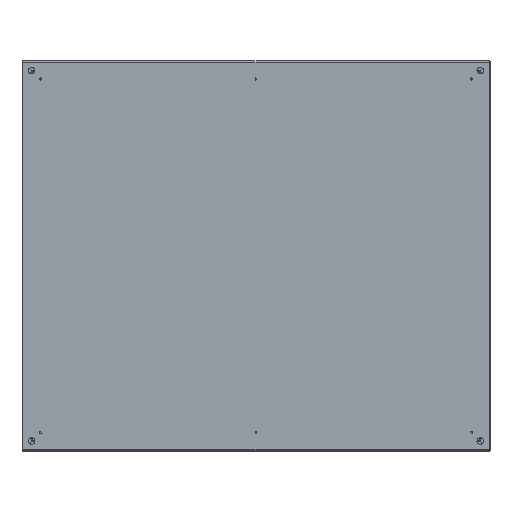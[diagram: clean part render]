
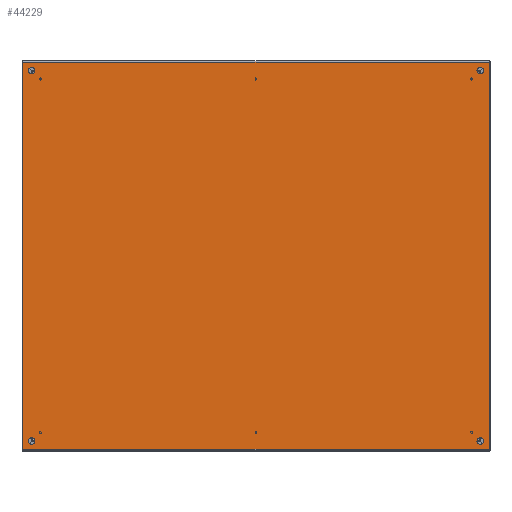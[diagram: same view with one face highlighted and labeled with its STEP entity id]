
A CAD part, top view. The second image highlights one B-rep face of the part: STEP entity #44229.
In plain terms, the highlighted face is planar.
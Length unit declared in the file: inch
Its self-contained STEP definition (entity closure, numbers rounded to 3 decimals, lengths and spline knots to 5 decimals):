
#67 = AXIS2_PLACEMENT_3D ( 'NONE', #43254, #815, #32517 ) ;
#409 = VERTEX_POINT ( 'NONE', #24674 ) ;
#534 = EDGE_CURVE ( 'NONE', #28666, #40247, #1375, .T. ) ;
#653 = CARTESIAN_POINT ( 'NONE',  ( 0., 0.5, -14.25 ) ) ;
#815 = DIRECTION ( 'NONE',  ( 1., 0., 0. ) ) ;
#1350 = VECTOR ( 'NONE', #22319, 39.37008 ) ;
#1375 = LINE ( 'NONE', #22080, #7689 ) ;
#1568 = CARTESIAN_POINT ( 'NONE',  ( 0., 0.072, 14.892 ) ) ;
#1958 = EDGE_CURVE ( 'NONE', #44922, #2421, #26539, .T. ) ;
#2141 = CARTESIAN_POINT ( 'NONE',  ( 0., 0.072, -14.892 ) ) ;
#2166 = DIRECTION ( 'NONE',  ( 1., 0., 0. ) ) ;
#2421 = VERTEX_POINT ( 'NONE', #21115 ) ;
#2562 = FACE_BOUND ( 'NONE', #34058, .T. ) ;
#2806 = FACE_OUTER_BOUND ( 'NONE', #18953, .T. ) ;
#3191 = VERTEX_POINT ( 'NONE', #2141 ) ;
#3192 = CARTESIAN_POINT ( 'NONE',  ( 0., 35.25, 14.25 ) ) ;
#4132 = AXIS2_PLACEMENT_3D ( 'NONE', #4279, #18443, #32718 ) ;
#4279 = CARTESIAN_POINT ( 'NONE',  ( 0., 35.25, 14.25 ) ) ;
#4425 = VERTEX_POINT ( 'NONE', #7074 ) ;
#4480 = DIRECTION ( 'NONE',  ( 0., 0., -1. ) ) ;
#5155 = EDGE_LOOP ( 'NONE', ( #35970, #41103 ) ) ;
#6327 = DIRECTION ( 'NONE',  ( 0., -1., 0. ) ) ;
#6515 = DIRECTION ( 'NONE',  ( 0., -1., 0. ) ) ;
#6571 = VERTEX_POINT ( 'NONE', #12177 ) ;
#6713 = DIRECTION ( 'NONE',  ( 0., -1., 0. ) ) ;
#6990 = EDGE_LOOP ( 'NONE', ( #26537, #43909 ) ) ;
#7074 = CARTESIAN_POINT ( 'NONE',  ( 0., 35.928, -14.892 ) ) ;
#7149 = ORIENTED_EDGE ( 'NONE', *, *, #23999, .F. ) ;
#7273 = CARTESIAN_POINT ( 'NONE',  ( 0., 0.75, -14.25 ) ) ;
#7689 = VECTOR ( 'NONE', #12672, 39.37008 ) ;
#7941 = ORIENTED_EDGE ( 'NONE', *, *, #534, .F. ) ;
#9638 = VERTEX_POINT ( 'NONE', #20781 ) ;
#9950 = ORIENTED_EDGE ( 'NONE', *, *, #35979, .T. ) ;
#10380 = CARTESIAN_POINT ( 'NONE',  ( 0., 35.5, 14.25 ) ) ;
#10995 = AXIS2_PLACEMENT_3D ( 'NONE', #31349, #29408, #13593 ) ;
#12101 = CARTESIAN_POINT ( 'NONE',  ( 0., 35.928, 14.892 ) ) ;
#12177 = CARTESIAN_POINT ( 'NONE',  ( 0., 35.5, -14.25 ) ) ;
#12672 = DIRECTION ( 'NONE',  ( 0., -1., 0. ) ) ;
#13593 = DIRECTION ( 'NONE',  ( 0., -1., 0. ) ) ;
#13617 = AXIS2_PLACEMENT_3D ( 'NONE', #3192, #23685, #17323 ) ;
#14391 = CIRCLE ( 'NONE', #38962, 0.25 ) ;
#14433 = EDGE_CURVE ( 'NONE', #6571, #37072, #39500, .T. ) ;
#16270 = EDGE_CURVE ( 'NONE', #37072, #6571, #40772, .T. ) ;
#17323 = DIRECTION ( 'NONE',  ( 0., -1., 0. ) ) ;
#17636 = CARTESIAN_POINT ( 'NONE',  ( 0., 0.072, 14.928 ) ) ;
#17791 = DIRECTION ( 'NONE',  ( 0., 0., 1. ) ) ;
#18298 = AXIS2_PLACEMENT_3D ( 'NONE', #41546, #2166, #6327 ) ;
#18443 = DIRECTION ( 'NONE',  ( 1., 0., 0. ) ) ;
#18549 = VERTEX_POINT ( 'NONE', #34412 ) ;
#18953 = EDGE_LOOP ( 'NONE', ( #7941, #9950, #7149, #36530 ) ) ;
#20781 = CARTESIAN_POINT ( 'NONE',  ( 0., 0.5, 14.25 ) ) ;
#21115 = CARTESIAN_POINT ( 'NONE',  ( 0., 1., -14.25 ) ) ;
#21159 = DIRECTION ( 'NONE',  ( 1., 0., 0. ) ) ;
#21398 = DIRECTION ( 'NONE',  ( 1., 0., 0. ) ) ;
#21429 = EDGE_CURVE ( 'NONE', #18549, #23013, #35942, .T. ) ;
#21531 = LINE ( 'NONE', #45848, #33149 ) ;
#21589 = CARTESIAN_POINT ( 'NONE',  ( 0., 35.928, -14.892 ) ) ;
#22080 = CARTESIAN_POINT ( 'NONE',  ( 0., 0.072, 14.892 ) ) ;
#22160 = LINE ( 'NONE', #36386, #25446 ) ;
#22319 = DIRECTION ( 'NONE',  ( 0., 1., 0. ) ) ;
#22805 = AXIS2_PLACEMENT_3D ( 'NONE', #7273, #39001, #32959 ) ;
#23013 = VERTEX_POINT ( 'NONE', #10380 ) ;
#23685 = DIRECTION ( 'NONE',  ( 1., 0., 0. ) ) ;
#23689 = CIRCLE ( 'NONE', #10995, 0.25 ) ;
#23888 = ORIENTED_EDGE ( 'NONE', *, *, #1958, .T. ) ;
#23981 = FACE_BOUND ( 'NONE', #5155, .T. ) ;
#23999 = EDGE_CURVE ( 'NONE', #3191, #4425, #29098, .T. ) ;
#24674 = CARTESIAN_POINT ( 'NONE',  ( 0., 1., 14.25 ) ) ;
#25007 = AXIS2_PLACEMENT_3D ( 'NONE', #17636, #21159, #6713 ) ;
#25446 = VECTOR ( 'NONE', #4480, 39.37008 ) ;
#25734 = CIRCLE ( 'NONE', #4132, 0.25 ) ;
#26456 = ORIENTED_EDGE ( 'NONE', *, *, #14433, .T. ) ;
#26537 = ORIENTED_EDGE ( 'NONE', *, *, #21429, .T. ) ;
#26539 = CIRCLE ( 'NONE', #22805, 0.25 ) ;
#27737 = FACE_BOUND ( 'NONE', #6990, .T. ) ;
#28666 = VERTEX_POINT ( 'NONE', #12101 ) ;
#29098 = LINE ( 'NONE', #21589, #1350 ) ;
#29408 = DIRECTION ( 'NONE',  ( 1., 0., 0. ) ) ;
#31067 = ORIENTED_EDGE ( 'NONE', *, *, #16270, .T. ) ;
#31349 = CARTESIAN_POINT ( 'NONE',  ( 0., 0.75, 14.25 ) ) ;
#31972 = DIRECTION ( 'NONE',  ( 0., -1., 0. ) ) ;
#32517 = DIRECTION ( 'NONE',  ( 0., -1., 0. ) ) ;
#32573 = EDGE_CURVE ( 'NONE', #409, #9638, #23689, .T. ) ;
#32718 = DIRECTION ( 'NONE',  ( 0., -1., 0. ) ) ;
#32959 = DIRECTION ( 'NONE',  ( 0., -1., 0. ) ) ;
#33149 = VECTOR ( 'NONE', #17791, 39.37008 ) ;
#34058 = EDGE_LOOP ( 'NONE', ( #23888, #39919 ) ) ;
#34412 = CARTESIAN_POINT ( 'NONE',  ( 0., 35., 14.25 ) ) ;
#34971 = CARTESIAN_POINT ( 'NONE',  ( 0., 0.75, 14.25 ) ) ;
#35942 = CIRCLE ( 'NONE', #13617, 0.25 ) ;
#35970 = ORIENTED_EDGE ( 'NONE', *, *, #43996, .T. ) ;
#35979 = EDGE_CURVE ( 'NONE', #28666, #4425, #22160, .T. ) ;
#36386 = CARTESIAN_POINT ( 'NONE',  ( 0., 35.928, -14.928 ) ) ;
#36530 = ORIENTED_EDGE ( 'NONE', *, *, #39021, .T. ) ;
#36874 = CIRCLE ( 'NONE', #37605, 0.25 ) ;
#37072 = VERTEX_POINT ( 'NONE', #37933 ) ;
#37492 = EDGE_LOOP ( 'NONE', ( #31067, #26456 ) ) ;
#37605 = AXIS2_PLACEMENT_3D ( 'NONE', #34971, #38255, #31972 ) ;
#37863 = EDGE_CURVE ( 'NONE', #2421, #44922, #14391, .T. ) ;
#37933 = CARTESIAN_POINT ( 'NONE',  ( 0., 35., -14.25 ) ) ;
#38255 = DIRECTION ( 'NONE',  ( 1., 0., 0. ) ) ;
#38962 = AXIS2_PLACEMENT_3D ( 'NONE', #45704, #21398, #6515 ) ;
#39001 = DIRECTION ( 'NONE',  ( 1., 0., 0. ) ) ;
#39021 = EDGE_CURVE ( 'NONE', #3191, #40247, #21531, .T. ) ;
#39500 = CIRCLE ( 'NONE', #67, 0.25 ) ;
#39919 = ORIENTED_EDGE ( 'NONE', *, *, #37863, .T. ) ;
#40247 = VERTEX_POINT ( 'NONE', #1568 ) ;
#40772 = CIRCLE ( 'NONE', #18298, 0.25 ) ;
#41103 = ORIENTED_EDGE ( 'NONE', *, *, #32573, .T. ) ;
#41546 = CARTESIAN_POINT ( 'NONE',  ( 0., 35.25, -14.25 ) ) ;
#41730 = PLANE ( 'NONE',  #25007 ) ;
#42195 = FACE_BOUND ( 'NONE', #37492, .T. ) ;
#43254 = CARTESIAN_POINT ( 'NONE',  ( 0., 35.25, -14.25 ) ) ;
#43909 = ORIENTED_EDGE ( 'NONE', *, *, #43950, .T. ) ;
#43950 = EDGE_CURVE ( 'NONE', #23013, #18549, #25734, .T. ) ;
#43996 = EDGE_CURVE ( 'NONE', #9638, #409, #36874, .T. ) ;
#44229 = ADVANCED_FACE ( 'NONE', ( #2806, #2562, #42195, #23981, #27737 ), #41730, .F. ) ;
#44922 = VERTEX_POINT ( 'NONE', #653 ) ;
#45704 = CARTESIAN_POINT ( 'NONE',  ( 0., 0.75, -14.25 ) ) ;
#45848 = CARTESIAN_POINT ( 'NONE',  ( 0., 0.072, 14.928 ) ) ;
